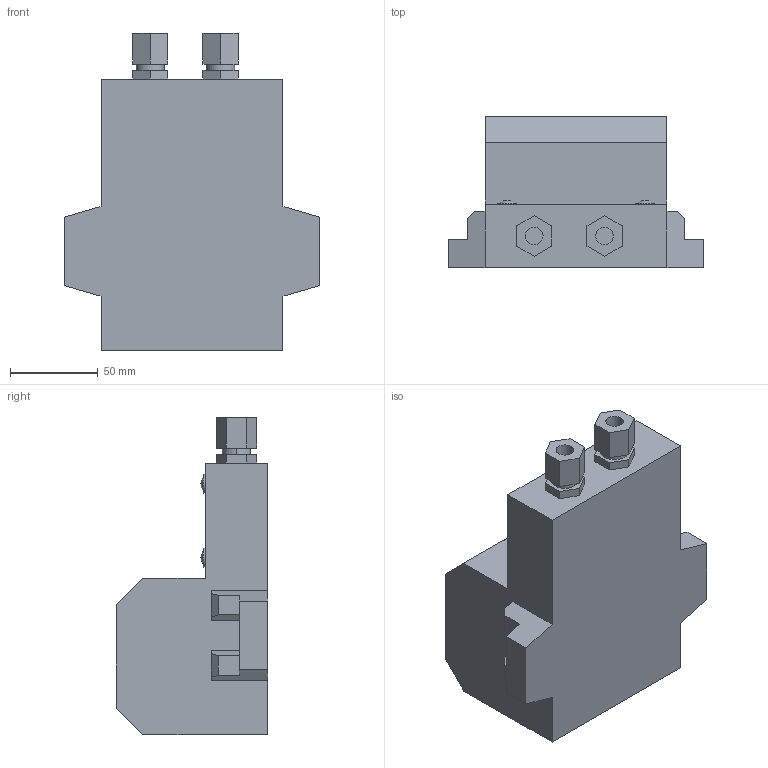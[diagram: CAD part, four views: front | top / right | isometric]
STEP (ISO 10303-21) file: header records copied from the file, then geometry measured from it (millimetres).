
FILE_DESCRIPTION (( 'STEP AP214' ), '1' );
FILE_NAME ('865709.STEP', '2024-08-14T13:33:43', ( '' ), ( '' ), 'SwSTEP 2.0', 'SolidWorks 2022', '' );
FILE_SCHEMA (( 'AUTOMOTIVE_DESIGN' ));
Length unit declared in the file: millimetre
Products named in the file (1): 865709
Bounding box: 145.5 x 86 x 180.5 mm (x, y, z)
Volume: 1057708.6 mm3; surface area: 79792.1 mm2
Topology: 1 solids, 1 shells, 110 faces, 276 edges, 180 vertices
Faces by surface type: plane 82, cylinder 20, torus 8
Entity records: 3254 total; most frequent: CARTESIAN_POINT 559, DIRECTION 546, ORIENTED_EDGE 536, EDGE_CURVE 268, LINE 212, VECTOR 212, VERTEX_POINT 180, AXIS2_PLACEMENT_3D 167
